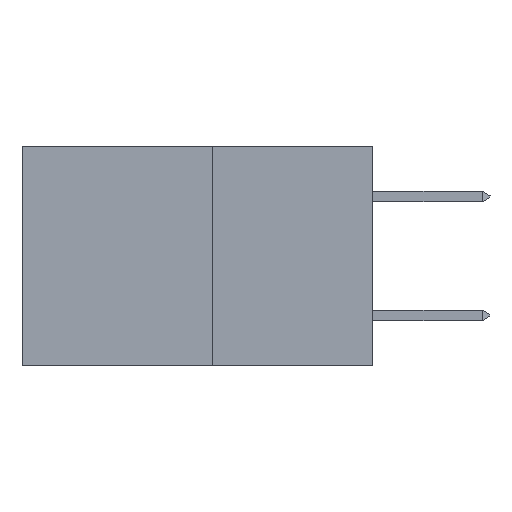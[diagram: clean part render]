
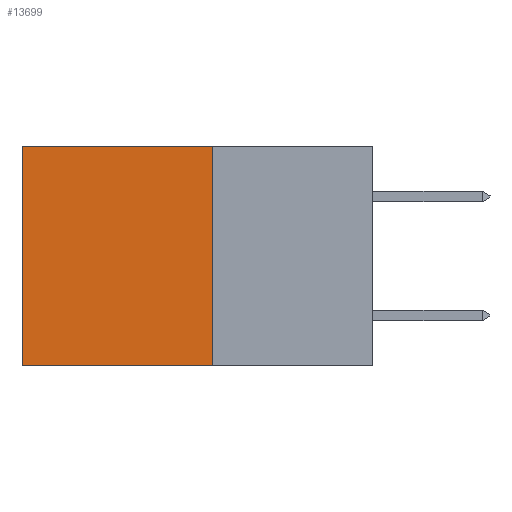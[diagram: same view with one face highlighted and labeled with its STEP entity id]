
A CAD part, left-side view. The second image highlights one B-rep face of the part: STEP entity #13699.
In plain terms, the highlighted planar face has unit normal (-1, 0, 0).
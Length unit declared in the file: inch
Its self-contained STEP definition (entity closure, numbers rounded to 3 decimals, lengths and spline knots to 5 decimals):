
#670 = CARTESIAN_POINT ( 'NONE',  ( 0.277, 0.27, 0. ) ) ;
#1661 = LINE ( 'NONE', #26276, #27839 ) ;
#1808 = VERTEX_POINT ( 'NONE', #22015 ) ;
#2609 = VERTEX_POINT ( 'NONE', #15962 ) ;
#2661 = ORIENTED_EDGE ( 'NONE', *, *, #24338, .F. ) ;
#4987 = EDGE_CURVE ( 'NONE', #21744, #2609, #16428, .T. ) ;
#5597 = AXIS2_PLACEMENT_3D ( 'NONE', #31258, #26484, #11741 ) ;
#9305 = CARTESIAN_POINT ( 'NONE',  ( 0.277, 0.27, 0. ) ) ;
#10008 = VECTOR ( 'NONE', #17975, 39.37008 ) ;
#10239 = CARTESIAN_POINT ( 'NONE',  ( 0.277, 0.27, -0.37 ) ) ;
#10386 = EDGE_LOOP ( 'NONE', ( #31645, #20007, #2661, #29597 ) ) ;
#10875 = VECTOR ( 'NONE', #17735, 39.37008 ) ;
#11741 = DIRECTION ( 'NONE',  ( 0., 0., -1. ) ) ;
#12607 = CARTESIAN_POINT ( 'NONE',  ( 0.277, 0.59, 0. ) ) ;
#13699 = ADVANCED_FACE ( 'NONE', ( #31596 ), #24070, .F. ) ;
#13992 = EDGE_CURVE ( 'NONE', #1808, #2609, #30437, .T. ) ;
#15415 = EDGE_CURVE ( 'NONE', #29027, #21744, #16614, .T. ) ;
#15962 = CARTESIAN_POINT ( 'NONE',  ( 0.277, 0.59, -0.37 ) ) ;
#16428 = LINE ( 'NONE', #17408, #29394 ) ;
#16614 = LINE ( 'NONE', #670, #10008 ) ;
#17408 = CARTESIAN_POINT ( 'NONE',  ( 0.277, 0.59, -0.37 ) ) ;
#17454 = DIRECTION ( 'NONE',  ( 0., 0., -1. ) ) ;
#17735 = DIRECTION ( 'NONE',  ( 0., 1., 0. ) ) ;
#17975 = DIRECTION ( 'NONE',  ( 0., 1., 0. ) ) ;
#20007 = ORIENTED_EDGE ( 'NONE', *, *, #13992, .F. ) ;
#21513 = DIRECTION ( 'NONE',  ( 0., 0., -1. ) ) ;
#21744 = VERTEX_POINT ( 'NONE', #12607 ) ;
#22015 = CARTESIAN_POINT ( 'NONE',  ( 0.277, 0.27, -0.37 ) ) ;
#24070 = PLANE ( 'NONE',  #5597 ) ;
#24338 = EDGE_CURVE ( 'NONE', #29027, #1808, #1661, .T. ) ;
#26276 = CARTESIAN_POINT ( 'NONE',  ( 0.277, 0.27, -0.37 ) ) ;
#26484 = DIRECTION ( 'NONE',  ( 1., 0., 0. ) ) ;
#27839 = VECTOR ( 'NONE', #21513, 39.37008 ) ;
#29027 = VERTEX_POINT ( 'NONE', #9305 ) ;
#29394 = VECTOR ( 'NONE', #17454, 39.37008 ) ;
#29597 = ORIENTED_EDGE ( 'NONE', *, *, #15415, .T. ) ;
#30437 = LINE ( 'NONE', #10239, #10875 ) ;
#31258 = CARTESIAN_POINT ( 'NONE',  ( 0.277, 0.27, -0.37 ) ) ;
#31596 = FACE_OUTER_BOUND ( 'NONE', #10386, .T. ) ;
#31645 = ORIENTED_EDGE ( 'NONE', *, *, #4987, .T. ) ;
